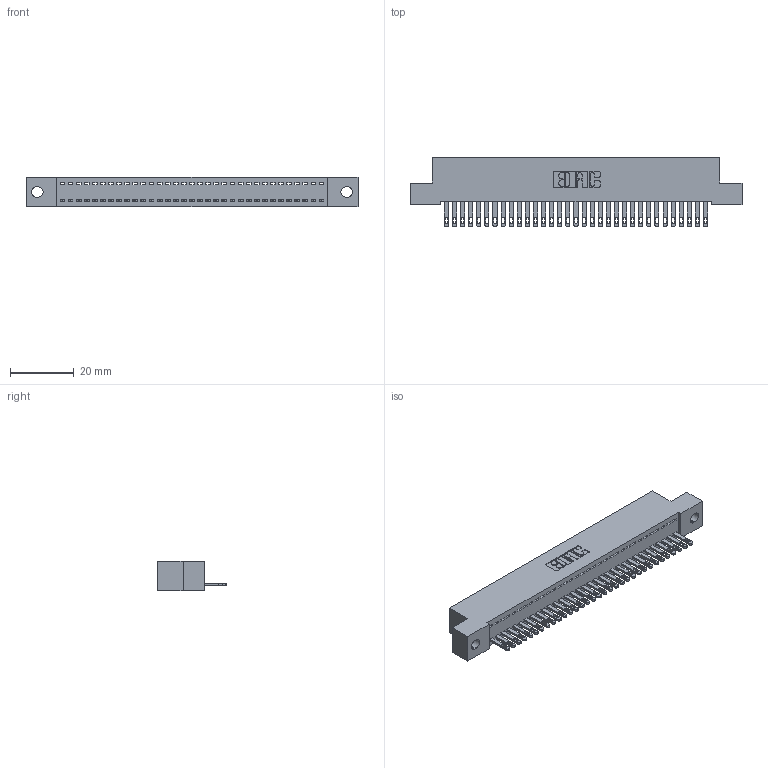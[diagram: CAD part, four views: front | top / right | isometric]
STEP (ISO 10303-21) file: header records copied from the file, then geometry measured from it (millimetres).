
FILE_DESCRIPTION (( 'STEP AP203' ), '1' );
FILE_NAME ('892-033-500-102.STEP', '2020-09-21T15:29:40', ( '' ), ( '' ), 'SwSTEP 2.0', 'SolidWorks 2020', '' );
FILE_SCHEMA (( 'CONFIG_CONTROL_DESIGN' ));
Length unit declared in the file: inch
Products named in the file (3): 842 Part_.128 Slot; 892-033-500-102; 345-292-001_345-293-100
Assembly tree (34 placements, depth 2):
  892-033-500-102
    842 Part_.128 Slot
    345-292-001_345-293-100  x33
Bounding box: 104.14 x 21.85 x 9.4 mm (x, y, z)
Volume: 9066.1 mm3; surface area: 12969.7 mm2
Topology: 34 solids, 34 shells, 1896 faces, 5855 edges, 3902 vertices
Faces by surface type: plane 1258, cylinder 638
Entity records: 21271 total; most frequent: CARTESIAN_POINT 3677, ORIENTED_EDGE 3646, DIRECTION 3121, EDGE_CURVE 1823, LINE 1691, VECTOR 1691, VERTEX_POINT 1214, AXIS2_PLACEMENT_3D 715
